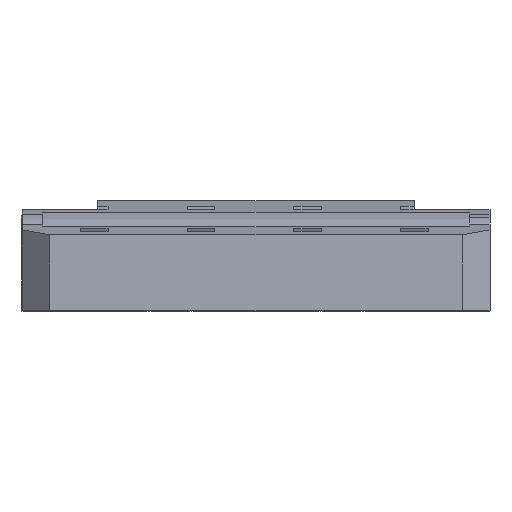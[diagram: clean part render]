
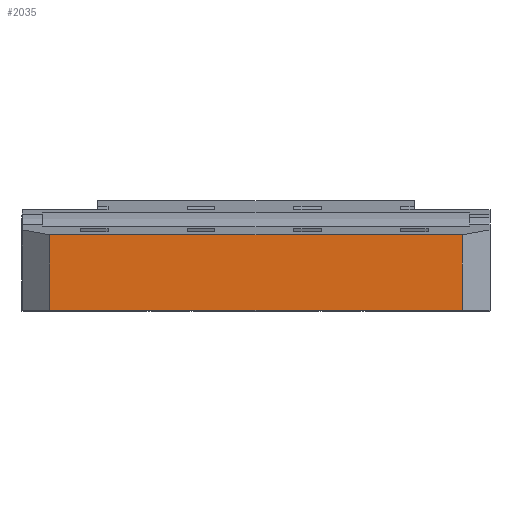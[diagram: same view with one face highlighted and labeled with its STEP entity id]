
A CAD part, top view. The second image highlights one B-rep face of the part: STEP entity #2035.
In plain terms, the highlighted planar face has unit normal (0, 0, 1).
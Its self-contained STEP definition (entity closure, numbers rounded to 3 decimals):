
#658 = EDGE_CURVE ( 'NONE', #2061, #3515, #8913, .T. ) ;
#695 = CARTESIAN_POINT ( 'NONE',  ( -62.541, 11., 35. ) ) ;
#922 = DIRECTION ( 'NONE',  ( -1., 0., 0. ) ) ;
#1194 = VERTEX_POINT ( 'NONE', #1418 ) ;
#1418 = CARTESIAN_POINT ( 'NONE',  ( -30., 11., 35. ) ) ;
#1519 = LINE ( 'NONE', #2724, #5832 ) ;
#1762 = VECTOR ( 'NONE', #8496, 1000. ) ;
#2035 = ADVANCED_FACE ( 'NONE', ( #4212 ), #8849, .T. ) ;
#2061 = VERTEX_POINT ( 'NONE', #6868 ) ;
#2411 = CARTESIAN_POINT ( 'NONE',  ( -30., 0., 35. ) ) ;
#2499 = LINE ( 'NONE', #695, #1762 ) ;
#2724 = CARTESIAN_POINT ( 'NONE',  ( 0., 0., 35. ) ) ;
#2980 = ORIENTED_EDGE ( 'NONE', *, *, #9145, .F. ) ;
#3067 = DIRECTION ( 'NONE',  ( 0., -1., 0. ) ) ;
#3101 = CARTESIAN_POINT ( 'NONE',  ( -30., 16., 35. ) ) ;
#3515 = VERTEX_POINT ( 'NONE', #7507 ) ;
#3687 = EDGE_CURVE ( 'NONE', #1194, #5443, #4451, .T. ) ;
#3743 = CARTESIAN_POINT ( 'NONE',  ( 0., 16., 35. ) ) ;
#3852 = DIRECTION ( 'NONE',  ( 0., -1., 0. ) ) ;
#4212 = FACE_OUTER_BOUND ( 'NONE', #8172, .T. ) ;
#4421 = CARTESIAN_POINT ( 'NONE',  ( 30., 16., 35. ) ) ;
#4451 = LINE ( 'NONE', #3101, #5617 ) ;
#4819 = DIRECTION ( 'NONE',  ( 0., 0., 1. ) ) ;
#5023 = ORIENTED_EDGE ( 'NONE', *, *, #5269, .F. ) ;
#5269 = EDGE_CURVE ( 'NONE', #1194, #2061, #2499, .T. ) ;
#5443 = VERTEX_POINT ( 'NONE', #2411 ) ;
#5617 = VECTOR ( 'NONE', #3852, 1000. ) ;
#5825 = ORIENTED_EDGE ( 'NONE', *, *, #658, .F. ) ;
#5832 = VECTOR ( 'NONE', #922, 1000. ) ;
#6868 = CARTESIAN_POINT ( 'NONE',  ( 30., 11., 35. ) ) ;
#6871 = ORIENTED_EDGE ( 'NONE', *, *, #3687, .T. ) ;
#7017 = AXIS2_PLACEMENT_3D ( 'NONE', #3743, #4819, #7059 ) ;
#7059 = DIRECTION ( 'NONE',  ( 1., 0., 0. ) ) ;
#7507 = CARTESIAN_POINT ( 'NONE',  ( 30., 0., 35. ) ) ;
#8172 = EDGE_LOOP ( 'NONE', ( #5023, #6871, #2980, #5825 ) ) ;
#8496 = DIRECTION ( 'NONE',  ( 1., 0., 0. ) ) ;
#8610 = VECTOR ( 'NONE', #3067, 1000. ) ;
#8849 = PLANE ( 'NONE',  #7017 ) ;
#8913 = LINE ( 'NONE', #4421, #8610 ) ;
#9145 = EDGE_CURVE ( 'NONE', #3515, #5443, #1519, .T. ) ;
